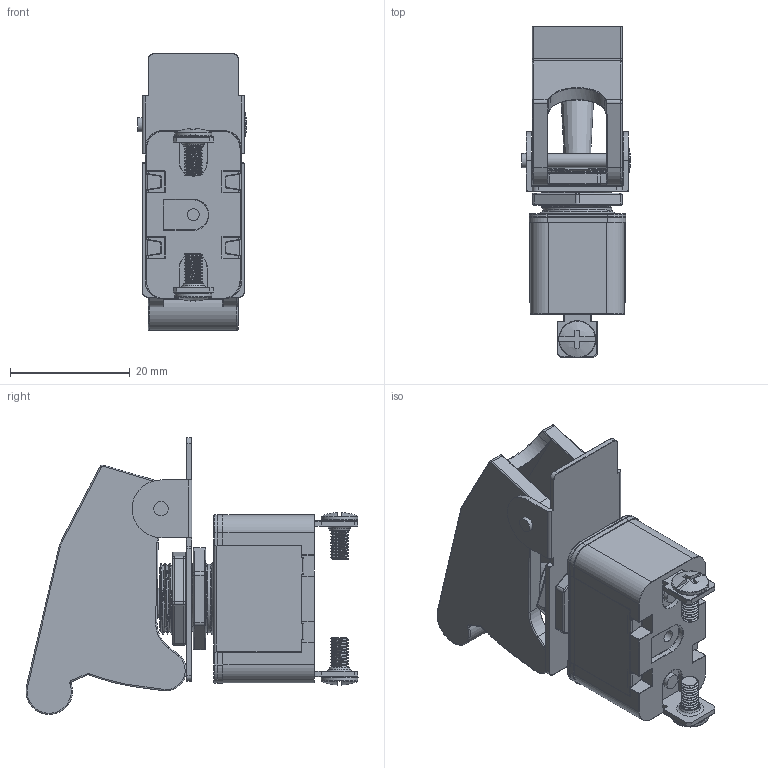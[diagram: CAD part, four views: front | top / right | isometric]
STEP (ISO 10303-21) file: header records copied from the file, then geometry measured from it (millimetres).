
FILE_DESCRIPTION(/* description */ (''),/* implementation_level */ '2;1');
FILE_NAME(/* name */ 'Rocker Safety Switch.step',/* time_stamp */ '2023-04-21T17:54:09-06:00',/* author */ (''),/* organization */ (''),/* preprocessor_version */ 'ST-DEVELOPER v19.2',/* originating_system */ 'Autodesk Translation Framework v12.4.0.73',/* authorisation */ '');
FILE_SCHEMA (('AUTOMOTIVE_DESIGN { 1 0 10303 214 3 1 1 }'));
Length unit declared in the file: millimetre
Products named in the file (1): Rocker Safety Switch
Bounding box: 18.1 x 55.33 x 46.14 mm (x, y, z)
Volume: 14119 mm3; surface area: 14134 mm2
Topology: 10 solids, 10 shells, 869 faces, 2185 edges, 1348 vertices
Faces by surface type: cylinder 396, plane 235, torus 133, bspline 84, sphere 18, cone 3
Full cylindrical faces by diameter (mm): 2 x1, 2.356 x8, 2.4 x5, 2.529 x4, 2.56 x2, 2.927 x14, 3.086 x2, 3.92 x1, 5.94 x1, 10.94 x1, 10.96 x1, 11.283 x4, 11.5 x1, 12.124 x4
Entity records: 37857 total; most frequent: CARTESIAN_POINT 17523, ORIENTED_EDGE 4360, DIRECTION 4064, EDGE_CURVE 2180, AXIS2_PLACEMENT_3D 1560, VERTEX_POINT 1348, LINE 944, VECTOR 944
